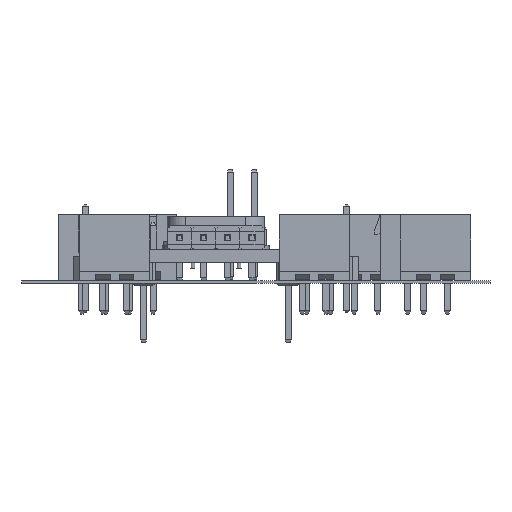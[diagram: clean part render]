
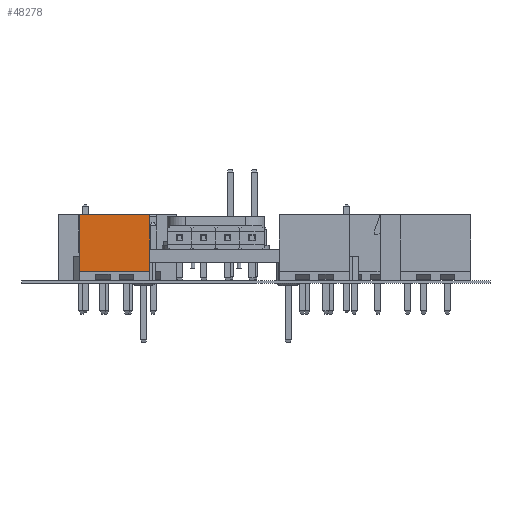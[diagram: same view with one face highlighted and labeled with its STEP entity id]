
A CAD part, front view. The second image highlights one B-rep face of the part: STEP entity #48278.
In plain terms, the highlighted face is planar.
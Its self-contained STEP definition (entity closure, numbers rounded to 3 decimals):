
#767=PLANE('',#51488);
#3334=FACE_OUTER_BOUND('',#6316,.T.);
#6316=EDGE_LOOP('',(#34292,#34293,#34294,#34295));
#9309=LINE('',#68314,#15518);
#9454=LINE('',#68606,#15663);
#9456=LINE('',#68610,#15665);
#9457=LINE('',#68612,#15666);
#15518=VECTOR('',#55327,7.4);
#15663=VECTOR('',#55604,6.);
#15665=VECTOR('',#55608,7.4);
#15666=VECTOR('',#55611,6.);
#22419=VERTEX_POINT('',#68311);
#22420=VERTEX_POINT('',#68313);
#22501=VERTEX_POINT('',#68604);
#22502=VERTEX_POINT('',#68608);
#26798=EDGE_CURVE('',#22419,#22420,#9309,.T.);
#26943=EDGE_CURVE('',#22501,#22419,#9454,.T.);
#26945=EDGE_CURVE('',#22501,#22502,#9456,.T.);
#26946=EDGE_CURVE('',#22502,#22420,#9457,.T.);
#34292=ORIENTED_EDGE('',*,*,#26945,.T.);
#34293=ORIENTED_EDGE('',*,*,#26946,.T.);
#34294=ORIENTED_EDGE('',*,*,#26798,.F.);
#34295=ORIENTED_EDGE('',*,*,#26943,.F.);
#48278=ADVANCED_FACE('',(#3334),#767,.T.);
#51488=AXIS2_PLACEMENT_3D('',#68613,#55612,#55613);
#55327=DIRECTION('',(-1.,0.,0.));
#55604=DIRECTION('',(0.,0.,1.));
#55608=DIRECTION('',(-1.,0.,0.));
#55611=DIRECTION('',(0.,0.,1.));
#55612=DIRECTION('center_axis',(0.,1.,0.));
#55613=DIRECTION('ref_axis',(-1.,0.,0.));
#68311=CARTESIAN_POINT('',(3.7,2.9,7.));
#68313=CARTESIAN_POINT('',(-3.7,2.9,7.));
#68314=CARTESIAN_POINT('',(3.7,2.9,7.));
#68604=CARTESIAN_POINT('',(3.7,2.9,1.));
#68606=CARTESIAN_POINT('',(3.7,2.9,1.));
#68608=CARTESIAN_POINT('',(-3.7,2.9,1.));
#68610=CARTESIAN_POINT('',(3.7,2.9,1.));
#68612=CARTESIAN_POINT('',(-3.7,2.9,1.));
#68613=CARTESIAN_POINT('Origin',(3.7,2.9,0.));
